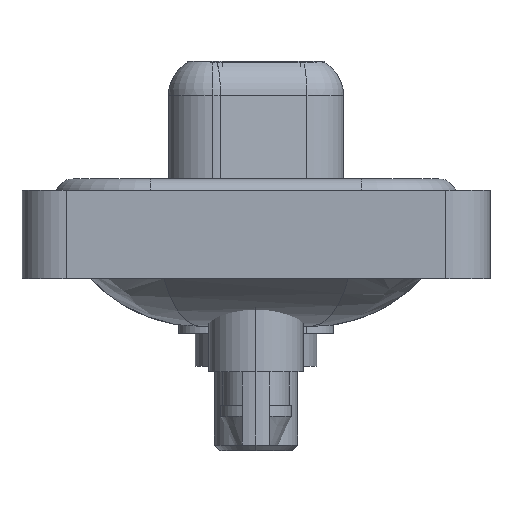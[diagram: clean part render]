
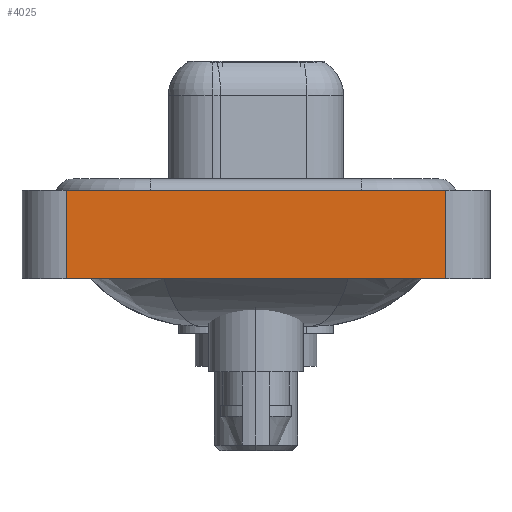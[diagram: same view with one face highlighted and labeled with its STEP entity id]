
A CAD part, left-side view. The second image highlights one B-rep face of the part: STEP entity #4025.
In plain terms, the highlighted planar face has unit normal (-1, 0, 0).
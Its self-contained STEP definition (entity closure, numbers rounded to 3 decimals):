
#979 = CARTESIAN_POINT ( 'NONE',  ( -7.35, 8.55, -3.6 ) ) ;
#2342 = EDGE_LOOP ( 'NONE', ( #3996, #6479, #8920, #24670 ) ) ;
#2504 = DIRECTION ( 'NONE',  ( 0., 0., 1. ) ) ;
#2757 = DIRECTION ( 'NONE',  ( -1., 0., 0. ) ) ;
#3996 = ORIENTED_EDGE ( 'NONE', *, *, #6100, .T. ) ;
#4025 = ADVANCED_FACE ( 'NONE', ( #14627 ), #24306, .T. ) ;
#5889 = DIRECTION ( 'NONE',  ( 0., 0., 1. ) ) ;
#5945 = VERTEX_POINT ( 'NONE', #22711 ) ;
#6100 = EDGE_CURVE ( 'NONE', #10351, #5945, #15571, .T. ) ;
#6183 = CARTESIAN_POINT ( 'NONE',  ( -7.35, -8.55, -3.6 ) ) ;
#6361 = CARTESIAN_POINT ( 'NONE',  ( -7.35, -8.55, -3.6 ) ) ;
#6479 = ORIENTED_EDGE ( 'NONE', *, *, #15777, .F. ) ;
#6704 = CARTESIAN_POINT ( 'NONE',  ( -7.35, -8.55, 0.4 ) ) ;
#7569 = LINE ( 'NONE', #24509, #7771 ) ;
#7771 = VECTOR ( 'NONE', #23728, 1000. ) ;
#7808 = VECTOR ( 'NONE', #10234, 1000. ) ;
#8920 = ORIENTED_EDGE ( 'NONE', *, *, #22774, .F. ) ;
#10234 = DIRECTION ( 'NONE',  ( 0., -1., 0. ) ) ;
#10336 = VECTOR ( 'NONE', #22651, 1000. ) ;
#10351 = VERTEX_POINT ( 'NONE', #6183 ) ;
#12170 = AXIS2_PLACEMENT_3D ( 'NONE', #6361, #2757, #2504 ) ;
#13222 = CARTESIAN_POINT ( 'NONE',  ( -7.35, 8.55, 0.4 ) ) ;
#14627 = FACE_OUTER_BOUND ( 'NONE', #2342, .T. ) ;
#15571 = LINE ( 'NONE', #23355, #21648 ) ;
#15777 = EDGE_CURVE ( 'NONE', #22873, #5945, #16381, .T. ) ;
#16381 = LINE ( 'NONE', #6704, #7808 ) ;
#19683 = EDGE_CURVE ( 'NONE', #21892, #10351, #7569, .T. ) ;
#20210 = CARTESIAN_POINT ( 'NONE',  ( -7.35, 8.55, -3.6 ) ) ;
#21648 = VECTOR ( 'NONE', #5889, 1000. ) ;
#21892 = VERTEX_POINT ( 'NONE', #20210 ) ;
#22013 = LINE ( 'NONE', #979, #10336 ) ;
#22651 = DIRECTION ( 'NONE',  ( 0., 0., 1. ) ) ;
#22711 = CARTESIAN_POINT ( 'NONE',  ( -7.35, -8.55, 0.4 ) ) ;
#22774 = EDGE_CURVE ( 'NONE', #21892, #22873, #22013, .T. ) ;
#22873 = VERTEX_POINT ( 'NONE', #13222 ) ;
#23355 = CARTESIAN_POINT ( 'NONE',  ( -7.35, -8.55, -3.6 ) ) ;
#23728 = DIRECTION ( 'NONE',  ( 0., -1., 0. ) ) ;
#24306 = PLANE ( 'NONE',  #12170 ) ;
#24509 = CARTESIAN_POINT ( 'NONE',  ( -7.35, -8.55, -3.6 ) ) ;
#24670 = ORIENTED_EDGE ( 'NONE', *, *, #19683, .T. ) ;
